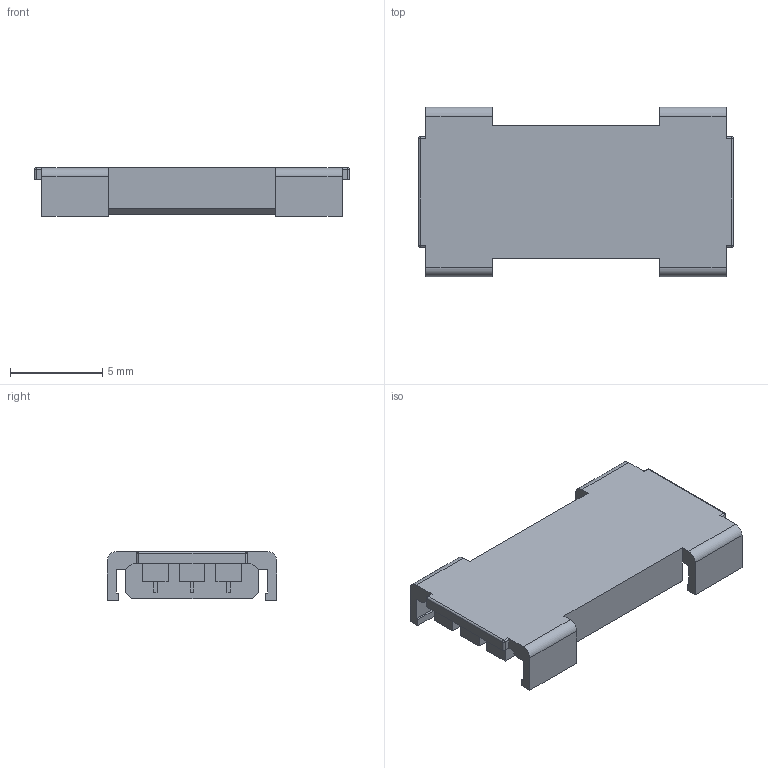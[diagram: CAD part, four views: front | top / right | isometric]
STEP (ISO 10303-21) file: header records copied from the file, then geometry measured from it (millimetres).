
FILE_DESCRIPTION(('Creo Elements/Direct Modeling STEP Export'),'2;1');
FILE_NAME('DF59-3P-2FC.stp','2015-12-04T13:55:55',(''),(''),'Creo Elements/Direct Modeling STEP processor for AP214 (Solid Model)','Creo Elements/Direct Modeling 18.1E 22-Nov-2013 (C) Parametric Technology GmbH','');
FILE_SCHEMA(('AUTOMOTIVE_DESIGN { 1 0 10303 214 1 1 1 1 }'));
Length unit declared in the file: millimetre
Products named in the file (1): DF59-3P-2FC
Bounding box: 17.1 x 9.2 x 2.65 mm (x, y, z)
Volume: 246 mm3; surface area: 502.3 mm2
Topology: 1 solids, 1 shells, 142 faces, 404 edges, 260 vertices
Faces by surface type: plane 124, cylinder 14, sphere 4
Entity records: 4514 total; most frequent: CARTESIAN_POINT 803, ORIENTED_EDGE 800, DIRECTION 714, EDGE_CURVE 400, VECTOR 372, LINE 372, VERTEX_POINT 260, AXIS2_PLACEMENT_3D 171
